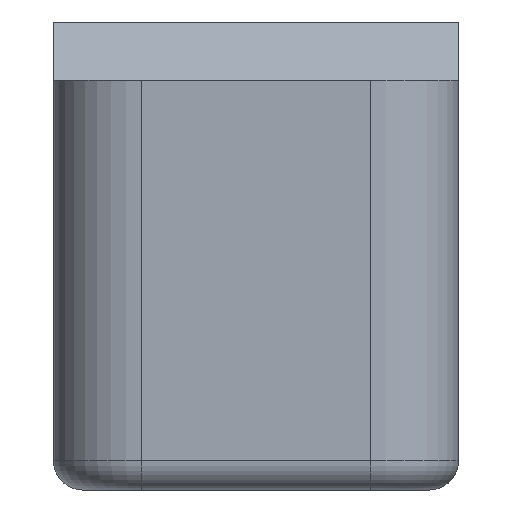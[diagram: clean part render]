
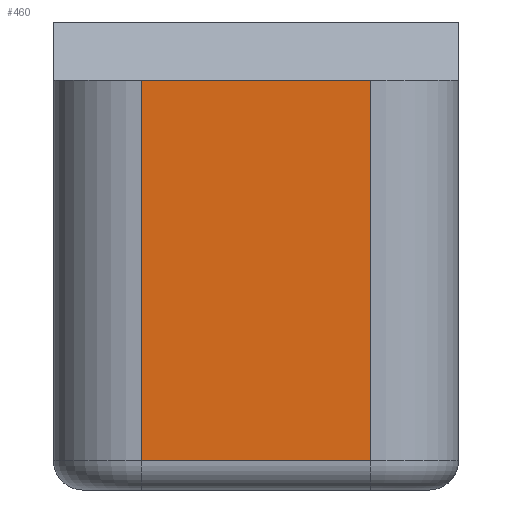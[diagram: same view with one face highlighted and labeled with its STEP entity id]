
A CAD part, left-side view. The second image highlights one B-rep face of the part: STEP entity #460.
In plain terms, the highlighted planar face has unit normal (-1, 0, 0).
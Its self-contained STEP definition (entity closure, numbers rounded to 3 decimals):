
#421=CARTESIAN_POINT('',(47.845,85.23,49.9));
#422=DIRECTION('',(1.,0.,0.));
#423=DIRECTION('',(0.,0.,-1.));
#424=AXIS2_PLACEMENT_3D('',#421,#422,#423);
#425=PLANE('',#424);
#426=CARTESIAN_POINT('',(47.845,86.542,56.9));
#427=VERTEX_POINT('',#426);
#428=CARTESIAN_POINT('',(47.845,86.542,50.4));
#429=VERTEX_POINT('',#428);
#430=CARTESIAN_POINT('',(47.845,86.542,56.9));
#431=DIRECTION('',(-0.,-0.,-1.));
#432=VECTOR('',#431,6.5);
#433=LINE('',#430,#432);
#434=EDGE_CURVE('',#427,#429,#433,.T.);
#435=ORIENTED_EDGE('',*,*,#434,.T.);
#436=CARTESIAN_POINT('',(47.845,82.618,50.4));
#437=VERTEX_POINT('',#436);
#438=CARTESIAN_POINT('',(47.845,86.542,50.4));
#439=DIRECTION('',(0.,-1.,0.));
#440=VECTOR('',#439,3.923);
#441=LINE('',#438,#440);
#442=EDGE_CURVE('',#429,#437,#441,.T.);
#443=ORIENTED_EDGE('',*,*,#442,.T.);
#444=CARTESIAN_POINT('',(47.845,82.618,56.9));
#445=VERTEX_POINT('',#444);
#446=CARTESIAN_POINT('',(47.845,82.618,50.4));
#447=DIRECTION('',(0.,0.,1.));
#448=VECTOR('',#447,6.5);
#449=LINE('',#446,#448);
#450=EDGE_CURVE('',#437,#445,#449,.T.);
#451=ORIENTED_EDGE('',*,*,#450,.T.);
#452=CARTESIAN_POINT('',(47.845,82.618,56.9));
#453=DIRECTION('',(0.,1.,0.));
#454=VECTOR('',#453,3.923);
#455=LINE('',#452,#454);
#456=EDGE_CURVE('',#445,#427,#455,.T.);
#457=ORIENTED_EDGE('',*,*,#456,.T.);
#458=EDGE_LOOP('',(#435,#443,#451,#457));
#459=FACE_BOUND('',#458,.T.);
#460=ADVANCED_FACE('',(#459),#425,.F.);
